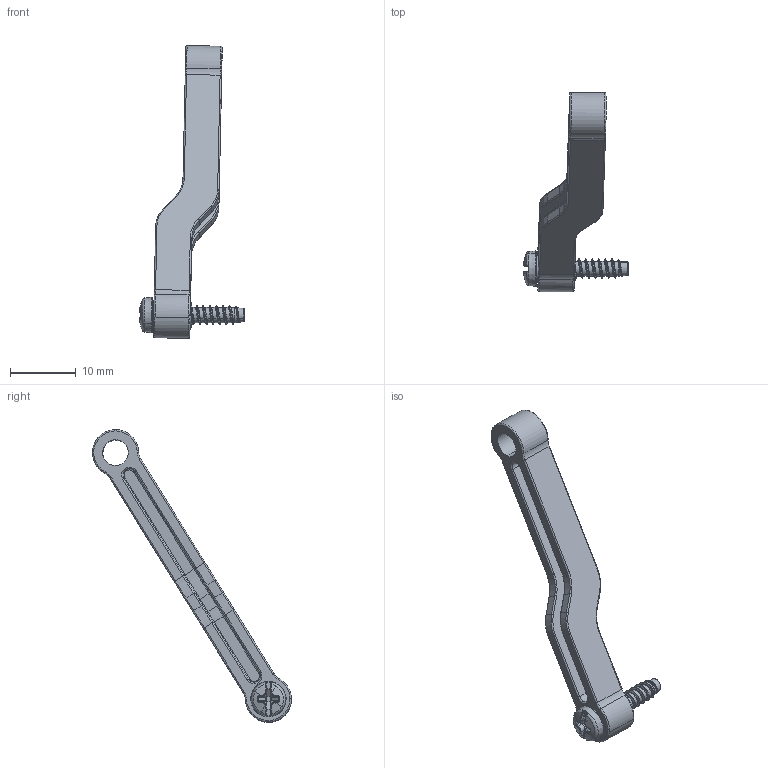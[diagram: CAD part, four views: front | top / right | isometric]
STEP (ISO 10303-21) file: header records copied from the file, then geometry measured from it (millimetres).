
FILE_DESCRIPTION(/* description */ ('CAx-IF Rec.Pracs.---Representation and Presentation of Product Manufacturing Information (PMI)---4.0---2014-10-13','CAx-IF Rec.Pracs.---3D Tessellated Geometry---0.4---2014-09-14','2;1'),/* implementation_level */ '2;1');
FILE_NAME(/* name */ 'Vis 3x14 MB2 50582',/* time_stamp */ '2024-09-25T14:44:04+02:00',/* author */ (''),/* organization */ (''),/* preprocessor_version */ 'ST-DEVELOPER v16.7',/* originating_system */ 'SIEMENS PLM Software NX 1867',/* authorisation */ $);
FILE_SCHEMA (('AP242_MANAGED_MODEL_BASED_3D_ENGINEERING_MIM_LF { 1 0 10303 442 1 1 4 }'));
Length unit declared in the file: millimetre
Products named in the file (2): Vis 3x14 MB2 50582; Biellette servo P6 51005
Assembly tree (1 placements, depth 2):
  Vis 3x14 MB2 50582
    Biellette servo P6 51005
Bounding box: 15.92 x 30.24 x 44.47 mm (x, y, z)
Volume: 1301.9 mm3; surface area: 1795.2 mm2
Topology: 2 solids, 2 shells, 426 faces, 961 edges, 537 vertices
Faces by surface type: bspline 149, cylinder 114, torus 100, plane 40, sphere 18, cone 5
Entity records: 17969 total; most frequent: CARTESIAN_POINT 9385, ORIENTED_EDGE 1914, DIRECTION 1480, EDGE_CURVE 957, AXIS2_PLACEMENT_3D 656, VERTEX_POINT 537, EDGE_LOOP 432, FACE_BOUND 432
